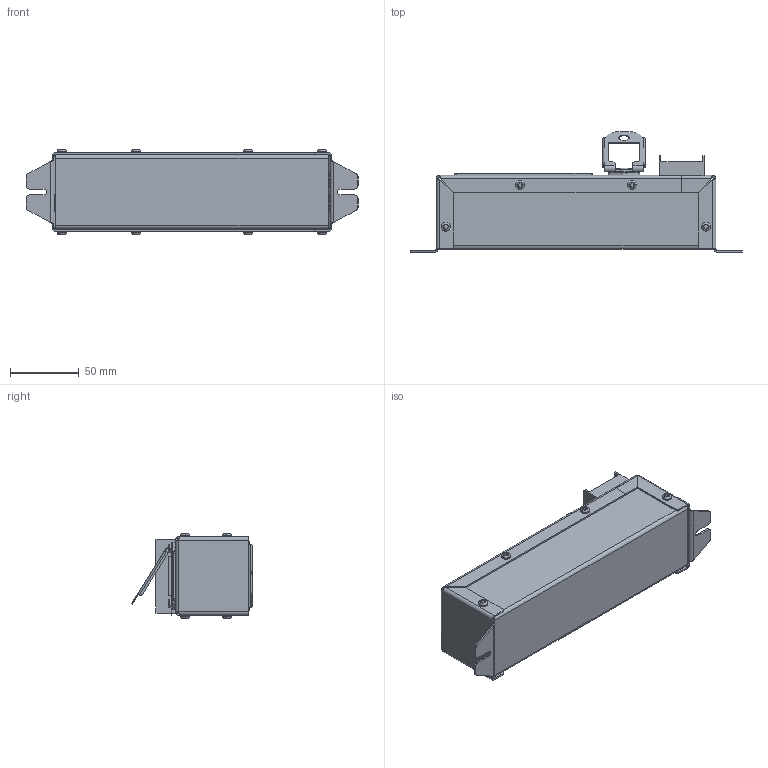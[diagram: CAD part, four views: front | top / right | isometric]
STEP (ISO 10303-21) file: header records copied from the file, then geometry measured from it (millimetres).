
FILE_DESCRIPTION((''),'2;1');
FILE_NAME('852J2D10_R1_4-POS_APS_W-CB_ASM','2017-10-09T',('Tim Linahon'),(''),'PRO/ENGINEER BY PARAMETRIC TECHNOLOGY CORPORATION, 2011330','PRO/ENGINEER BY PARAMETRIC TECHNOLOGY CORPORATION, 2011330','');
FILE_SCHEMA(('CONFIG_CONTROL_DESIGN'));
Length unit declared in the file: millimetre
Products named in the file (22): 55001140_GRDTAB1; 55001140_GRDTAB2; 55001140_GRDTAB3; 55001140_GROUNDTABSET_ASM; 55001140_R9_TOP-FAB_5-12-16; 55001140_R9_TOPSECTPIECE_5-12-1; 55001140_ASM; 83020010; 83030100_C14SURF_INET; 83030100_C14GRNDPIN_INET; 83030100_C14L_NPIN_INET; 83030100_ASM; 85910500; 55010504; 82910260_CIRCUIT_BREAKER_GUARD; 82910260_CIRCUIT_BREAKER; 82910260_ASM; 55001141_GRDTAB; 55001141_BOTTFAB; 55001141_ASM; 55010500; 852J2D10_R1_4-POS_APS_W-CB_ASM
Assembly tree (30 placements, depth 4):
  852J2D10_R1_4-POS_APS_W-CB_ASM
    55001140_ASM
      55001140_GROUNDTABSET_ASM
        55001140_GRDTAB1
        55001140_GRDTAB2
        55001140_GRDTAB3
      55001140_R9_TOP-FAB_5-12-16
      55001140_R9_TOPSECTPIECE_5-12-1
    83020010
    83030100_ASM
      83030100_C14SURF_INET
      83030100_C14GRNDPIN_INET
      83030100_C14L_NPIN_INET  x2
    85910500
    55010504  x2
    82910260_ASM
      82910260_CIRCUIT_BREAKER_GUARD
      82910260_CIRCUIT_BREAKER
    55001141_ASM
      55001141_GRDTAB
      55001141_BOTTFAB
    55010500  x8
Bounding box: 241.1 x 87.65 x 61.72 mm (x, y, z)
Volume: 147394.4 mm3; surface area: 166287.2 mm2
Topology: 25 solids, 25 shells, 1239 faces, 3179 edges, 2048 vertices
Faces by surface type: plane 747, cylinder 361, torus 66, bspline 53, cone 8, sphere 4
Entity records: 38114 total; most frequent: CARTESIAN_POINT 10485, ORIENTED_EDGE 5702, DIRECTION 5595, EDGE_CURVE 2851, VECTOR 1907, LINE 1907, AXIS2_PLACEMENT_3D 1844, VERTEX_POINT 1840
